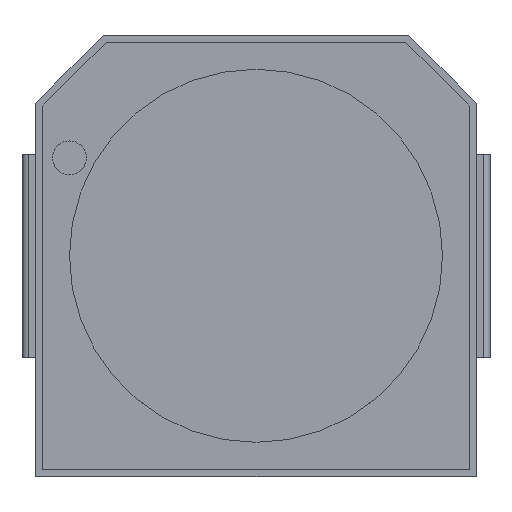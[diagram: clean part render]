
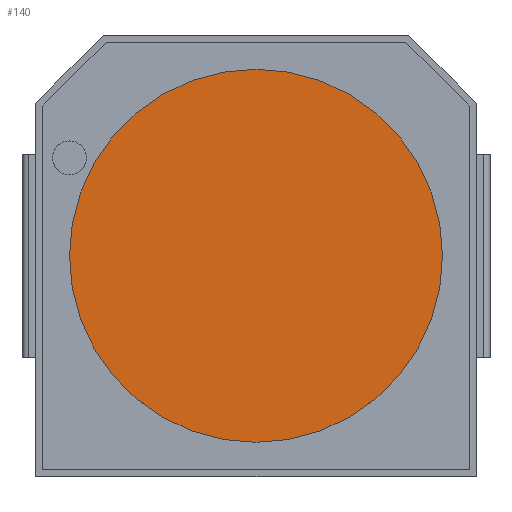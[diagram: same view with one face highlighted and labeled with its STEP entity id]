
A CAD part, top view. The second image highlights one B-rep face of the part: STEP entity #140.
In plain terms, the highlighted planar face has unit normal (0, 0, 1).
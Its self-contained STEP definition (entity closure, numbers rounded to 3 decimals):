
#70=CARTESIAN_POINT('',(2.75,0.,3.3));
#71=VERTEX_POINT('',#70);
#80=CARTESIAN_POINT('',(-2.75,0.,3.3));
#81=VERTEX_POINT('',#80);
#82=CARTESIAN_POINT('',(0.,0.,3.3));
#83=DIRECTION('',(0.0,0.0,-1.0));
#84=DIRECTION('',(1.0,0.0,0.0));
#85=AXIS2_PLACEMENT_3D('',#82,#83,#84);
#86=CIRCLE('',#85,2.75);
#87=EDGE_CURVE('',#71,#81,#86,.T.);
#121=CARTESIAN_POINT('',(0.,0.,3.3));
#122=DIRECTION('',(0.0,0.0,-1.0));
#123=DIRECTION('',(1.0,0.0,0.0));
#124=AXIS2_PLACEMENT_3D('',#121,#122,#123);
#125=CIRCLE('',#124,2.75);
#126=EDGE_CURVE('',#81,#71,#125,.T.);
#131=CARTESIAN_POINT('',(0.,0.,3.3));
#132=DIRECTION('',(0.0,0.0,1.0));
#133=DIRECTION('',(1.0,0.0,0.0));
#134=AXIS2_PLACEMENT_3D('',#131,#132,#133);
#135=PLANE('',#134);
#136=ORIENTED_EDGE('',*,*,#87,.F.);
#137=ORIENTED_EDGE('',*,*,#126,.F.);
#138=EDGE_LOOP('',(#136,#137));
#139=FACE_OUTER_BOUND('',#138,.T.);
#140=ADVANCED_FACE('',(#139),#135,.T.);
